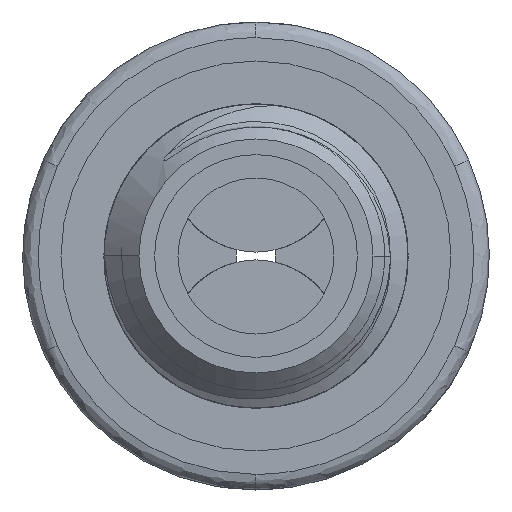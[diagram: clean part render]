
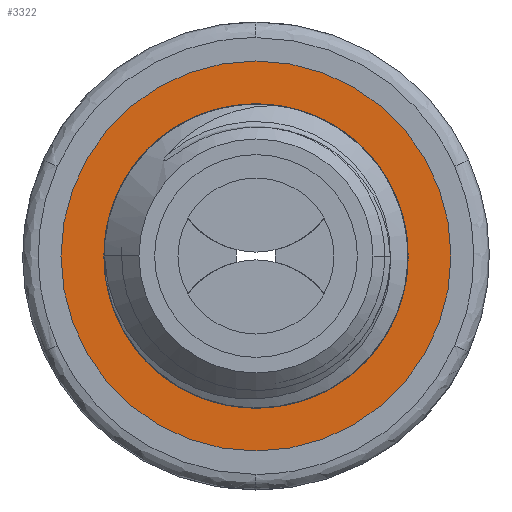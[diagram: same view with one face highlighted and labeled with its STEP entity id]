
A CAD part, left-side view. The second image highlights one B-rep face of the part: STEP entity #3322.
In plain terms, the highlighted planar face has unit normal (-1, 0, 0).
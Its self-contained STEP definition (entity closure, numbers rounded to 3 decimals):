
#72=CARTESIAN_POINT('',(-5.,0.,0.));
#73=DIRECTION('',(1.,0.,0.));
#74=DIRECTION('',(0.,1.,0.));
#75=AXIS2_PLACEMENT_3D('',#72,#73,#74);
#77=CARTESIAN_POINT('',(-5.,0.,0.));
#78=DIRECTION('',(-1.,0.,0.));
#79=DIRECTION('',(0.,1.,0.));
#80=AXIS2_PLACEMENT_3D('',#77,#78,#79);
#954=CARTESIAN_POINT('',(-5.,0.,0.));
#955=DIRECTION('',(-1.,0.,0.));
#956=DIRECTION('',(0.,1.,0.));
#957=AXIS2_PLACEMENT_3D('',#954,#955,#956);
#1773=CARTESIAN_POINT('',(-5.,0.,0.));
#1774=DIRECTION('',(1.,0.,0.));
#1775=DIRECTION('',(0.,1.,0.));
#1776=AXIS2_PLACEMENT_3D('',#1773,#1774,#1775);
#3086=CARTESIAN_POINT('',(-5.,2.5,0.));
#3088=VERTEX_POINT('',#3086);
#3094=CARTESIAN_POINT('',(-5.,-2.5,0.));
#3096=VERTEX_POINT('',#3094);
#3097=CARTESIAN_POINT('',(-5.,1.95,0.));
#3098=CARTESIAN_POINT('',(-5.,-1.95,0.));
#3099=VERTEX_POINT('',#3097);
#3100=VERTEX_POINT('',#3098);
#3307=CARTESIAN_POINT('',(-5.,0.,0.));
#3308=DIRECTION('',(1.,0.,0.));
#3309=DIRECTION('',(0.,-1.,0.));
#3310=AXIS2_PLACEMENT_3D('',#3307,#3308,#3309);
#3311=PLANE('',#3310);
#3312=ORIENTED_EDGE('',*,*,#3302,.T.);
#3313=ORIENTED_EDGE('',*,*,#3286,.F.);
#3314=EDGE_LOOP('',(#3312,#3313));
#3315=FACE_OUTER_BOUND('',#3314,.F.);
#3317=ORIENTED_EDGE('',*,*,#3316,.T.);
#3319=ORIENTED_EDGE('',*,*,#3318,.F.);
#3320=EDGE_LOOP('',(#3317,#3319));
#3321=FACE_BOUND('',#3320,.F.);
#76=CIRCLE('',#75,2.5);
#81=CIRCLE('',#80,2.5);
#958=CIRCLE('',#957,1.95);
#1777=CIRCLE('',#1776,1.95);
#3286=EDGE_CURVE('',#3088,#3096,#81,.T.);
#3302=EDGE_CURVE('',#3088,#3096,#76,.T.);
#3316=EDGE_CURVE('',#3099,#3100,#958,.T.);
#3318=EDGE_CURVE('',#3099,#3100,#1777,.T.);
#3322=ADVANCED_FACE('',(#3315,#3321),#3311,.F.);
